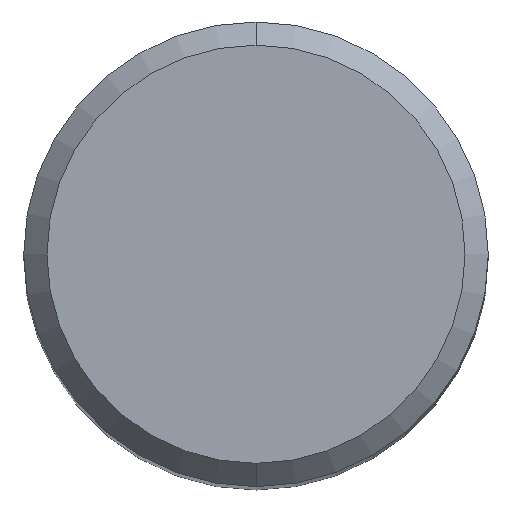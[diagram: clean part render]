
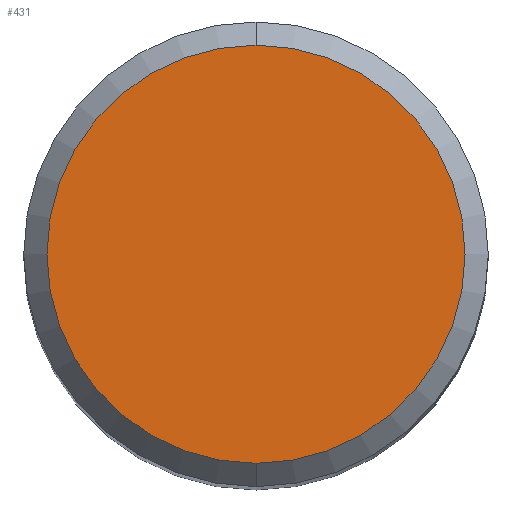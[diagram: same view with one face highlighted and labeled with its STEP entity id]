
A CAD part, top view. The second image highlights one B-rep face of the part: STEP entity #431.
In plain terms, the highlighted planar face has unit normal (0, 0, 1).
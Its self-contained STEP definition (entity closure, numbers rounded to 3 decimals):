
#183=EDGE_CURVE('',#213,#319,#490,.T.);
#207=EDGE_CURVE('',#319,#213,#516,.T.);
#213=VERTEX_POINT('',#523);
#319=VERTEX_POINT('',#641);
#431=ADVANCED_FACE('',(#762),#763,.T.);
#490=CIRCLE('',#824,4.5);
#516=CIRCLE('',#929,4.5);
#523=CARTESIAN_POINT('',(0.0,4.5,0.0));
#641=CARTESIAN_POINT('',(0.,-4.5,0.0));
#762=FACE_OUTER_BOUND('',#1428,.T.);
#763=PLANE('',#1429);
#824=AXIS2_PLACEMENT_3D('',#1481,#1482,#1483);
#929=AXIS2_PLACEMENT_3D('',#1505,#1506,#1507);
#1428=EDGE_LOOP('',(#1777,#1778));
#1429=AXIS2_PLACEMENT_3D('',#1779,#1780,#1781);
#1481=CARTESIAN_POINT('',(0.0,0.0,0.0));
#1482=DIRECTION('',(0.0,0.0,-1.0));
#1483=DIRECTION('',(0.0,1.0,0.0));
#1505=CARTESIAN_POINT('',(0.0,0.0,0.0));
#1506=DIRECTION('',(0.0,0.0,-1.0));
#1507=DIRECTION('',(0.0,1.0,0.0));
#1777=ORIENTED_EDGE('',*,*,#183,.F.);
#1778=ORIENTED_EDGE('',*,*,#207,.F.);
#1779=CARTESIAN_POINT('',(0.0,2.25,0.0));
#1780=DIRECTION('',(-0.0,0.0,1.0));
#1781=DIRECTION('',(0.0,-1.0,0.0));
